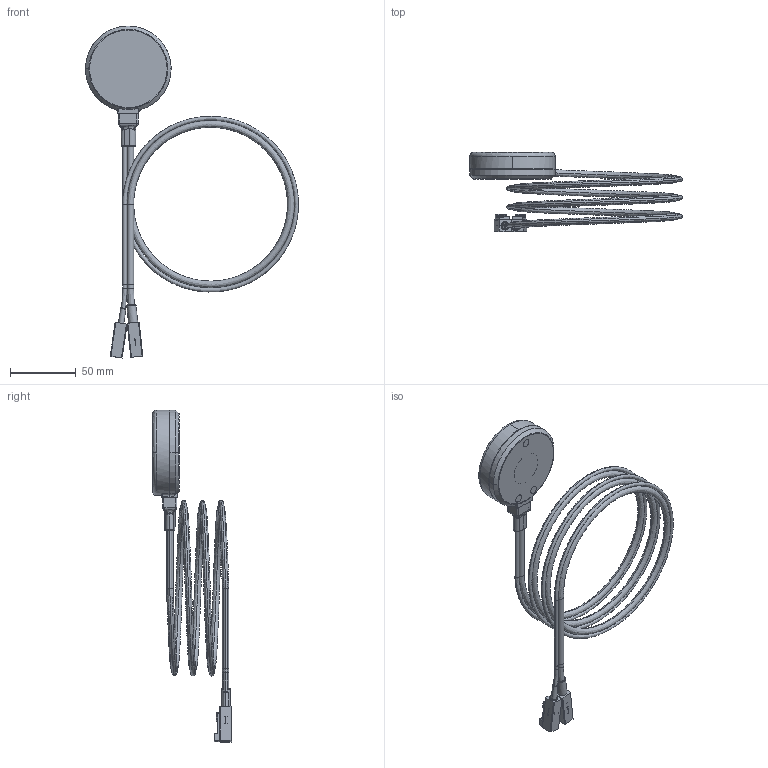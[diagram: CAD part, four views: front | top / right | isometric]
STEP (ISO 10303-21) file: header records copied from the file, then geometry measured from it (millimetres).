
FILE_DESCRIPTION (( 'STEP AP214' ), '1' );
FILE_NAME ('HG-PCGM01-03FJ.STEP', '2015-09-11T15:39:55', ( 'L-Com' ), ( 'L-Com Global Connectivity' ), 'SwSTEP 2.0', 'SolidWorks 2014', '' );
FILE_SCHEMA (( 'AUTOMOTIVE_DESIGN' ));
Length unit declared in the file: inch
Products named in the file (10): HG-PCGM01-03_174 TO FAKRA; HG-PCGM01-03_195 TO FAKRA; HG-PCGM01-03_CABLE GROM; HG-PCGM01-03_3M DUAL LOCK TAPE; HG-PCGM01-03_RADOM BASE; HG-PCGM01-03_RADOM TOP; HG-PCGM01-03FJ; HG-PCGM01-03_Cables; HG-PCGM01-03_FAKRA_174; HG-PCGM01-03_FAKRA_195
Assembly tree (9 placements, depth 2):
  HG-PCGM01-03FJ
    HG-PCGM01-03_RADOM TOP
    HG-PCGM01-03_RADOM BASE
    HG-PCGM01-03_3M DUAL LOCK TAPE
    HG-PCGM01-03_CABLE GROM
    HG-PCGM01-03_195 TO FAKRA
    HG-PCGM01-03_174 TO FAKRA
    HG-PCGM01-03_FAKRA_195
    HG-PCGM01-03_FAKRA_174
    HG-PCGM01-03_Cables
Bounding box: 161.77 x 60.33 x 252.36 mm (x, y, z)
Volume: 69456.3 mm3; surface area: 78109 mm2
Topology: 12 solids, 12 shells, 830 faces, 2104 edges, 1295 vertices
Faces by surface type: plane 335, cylinder 327, bspline 144, cone 24
Entity records: 33209 total; most frequent: CARTESIAN_POINT 13221, DIRECTION 4101, ORIENTED_EDGE 4094, EDGE_CURVE 2047, AXIS2_PLACEMENT_3D 1520, VERTEX_POINT 1295, VECTOR 1061, LINE 1061
